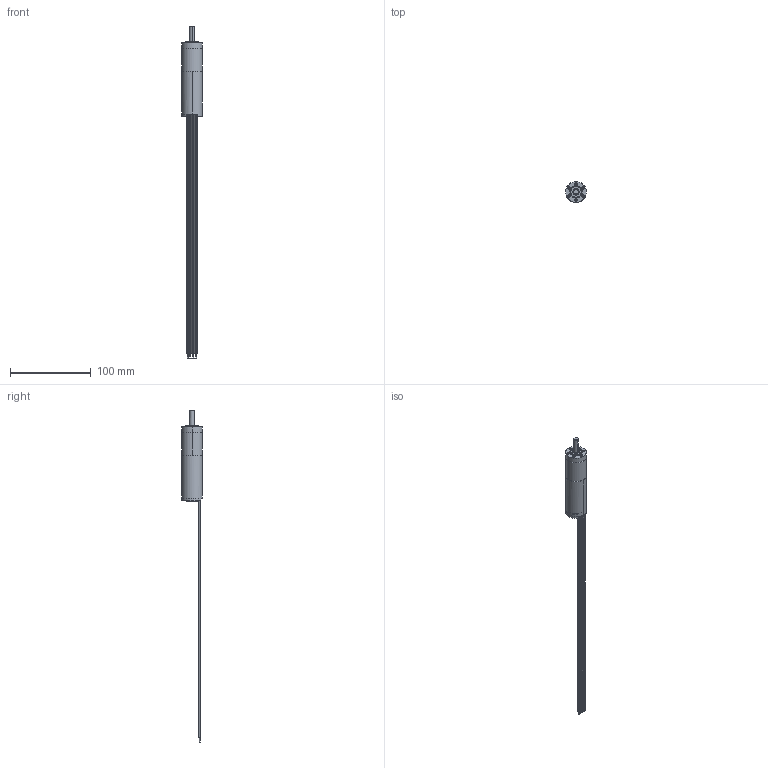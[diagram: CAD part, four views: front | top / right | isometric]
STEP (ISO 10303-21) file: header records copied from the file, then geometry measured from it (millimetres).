
FILE_DESCRIPTION((''),'2;1');
FILE_NAME('4611180000908_SW0002','2023-12-21T08:46:23',('TQ03085'),(''),'CREO PARAMETRIC BY PTC INC, 2018100','CREO PARAMETRIC BY PTC INC, 2018100','');
FILE_SCHEMA(('CONFIG_CONTROL_DESIGN'));
Length unit declared in the file: millimetre
Products named in the file (1): 4611180000908_SW0002
Bounding box: 26 x 26 x 412.4 mm (x, y, z)
Volume: 53315.5 mm3; surface area: 22093.8 mm2
Topology: 1 solids, 2 shells, 274 faces, 656 edges, 420 vertices
Faces by surface type: cylinder 105, plane 92, cone 41, torus 24, bspline 10, extrusion 2
Entity records: 9127 total; most frequent: CARTESIAN_POINT 2601, DIRECTION 1406, ORIENTED_EDGE 1312, EDGE_CURVE 656, AXIS2_PLACEMENT_3D 564, VERTEX_POINT 420, EDGE_LOOP 316, CIRCLE 301
